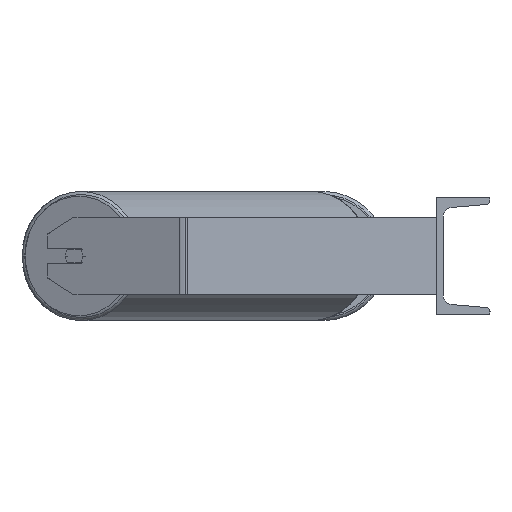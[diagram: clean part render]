
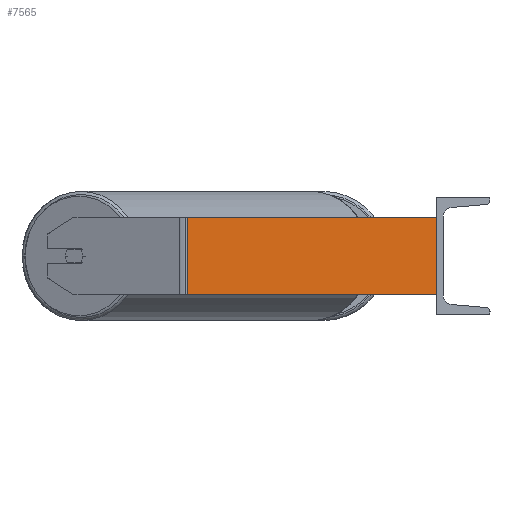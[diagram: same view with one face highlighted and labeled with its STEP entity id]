
A CAD part, left-side view. The second image highlights one B-rep face of the part: STEP entity #7565.
In plain terms, the highlighted planar face has unit normal (-0.996, -0.087, 0).
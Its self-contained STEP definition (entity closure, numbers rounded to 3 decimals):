
#394 = LINE ( 'NONE', #3170, #4106 ) ;
#551 = DIRECTION ( 'NONE',  ( 0.087, -0.996, 0. ) ) ;
#905 = VERTEX_POINT ( 'NONE', #7650 ) ;
#997 = VECTOR ( 'NONE', #3650, 1000. ) ;
#1034 = CARTESIAN_POINT ( 'NONE',  ( -885., 0., -40. ) ) ;
#1110 = ORIENTED_EDGE ( 'NONE', *, *, #2238, .T. ) ;
#1161 = CARTESIAN_POINT ( 'NONE',  ( -907.846, 261.135, 40. ) ) ;
#1307 = VERTEX_POINT ( 'NONE', #1034 ) ;
#1545 = LINE ( 'NONE', #6381, #997 ) ;
#1680 = CARTESIAN_POINT ( 'NONE',  ( -885., 0., 40. ) ) ;
#2188 = CARTESIAN_POINT ( 'NONE',  ( -907.846, 261.135, 40. ) ) ;
#2238 = EDGE_CURVE ( 'NONE', #905, #1307, #394, .T. ) ;
#2268 = VERTEX_POINT ( 'NONE', #4702 ) ;
#2368 = VERTEX_POINT ( 'NONE', #6854 ) ;
#2379 = ORIENTED_EDGE ( 'NONE', *, *, #5389, .F. ) ;
#2384 = VECTOR ( 'NONE', #5208, 1000. ) ;
#2828 = FACE_OUTER_BOUND ( 'NONE', #4657, .T. ) ;
#2917 = AXIS2_PLACEMENT_3D ( 'NONE', #2188, #4996, #7832 ) ;
#3170 = CARTESIAN_POINT ( 'NONE',  ( -907.846, 261.135, -40. ) ) ;
#3224 = DIRECTION ( 'NONE',  ( 0.087, -0.996, 0. ) ) ;
#3454 = VECTOR ( 'NONE', #551, 1000. ) ;
#3650 = DIRECTION ( 'NONE',  ( 0., 0., -1. ) ) ;
#3782 = LINE ( 'NONE', #1680, #2384 ) ;
#4106 = VECTOR ( 'NONE', #3224, 1000. ) ;
#4268 = PLANE ( 'NONE',  #2917 ) ;
#4506 = ORIENTED_EDGE ( 'NONE', *, *, #6711, .F. ) ;
#4657 = EDGE_LOOP ( 'NONE', ( #1110, #2379, #4506, #6095 ) ) ;
#4702 = CARTESIAN_POINT ( 'NONE',  ( -907.473, 256.864, 40. ) ) ;
#4996 = DIRECTION ( 'NONE',  ( 0.996, 0.087, 0. ) ) ;
#5208 = DIRECTION ( 'NONE',  ( 0., 0., -1. ) ) ;
#5389 = EDGE_CURVE ( 'NONE', #2368, #1307, #3782, .T. ) ;
#6095 = ORIENTED_EDGE ( 'NONE', *, *, #7979, .T. ) ;
#6195 = LINE ( 'NONE', #1161, #3454 ) ;
#6381 = CARTESIAN_POINT ( 'NONE',  ( -907.473, 256.864, 40. ) ) ;
#6711 = EDGE_CURVE ( 'NONE', #2268, #2368, #6195, .T. ) ;
#6854 = CARTESIAN_POINT ( 'NONE',  ( -885., 0., 40. ) ) ;
#7565 = ADVANCED_FACE ( 'NONE', ( #2828 ), #4268, .F. ) ;
#7650 = CARTESIAN_POINT ( 'NONE',  ( -907.473, 256.864, -40. ) ) ;
#7832 = DIRECTION ( 'NONE',  ( -0.087, 0.996, 0. ) ) ;
#7979 = EDGE_CURVE ( 'NONE', #2268, #905, #1545, .T. ) ;
